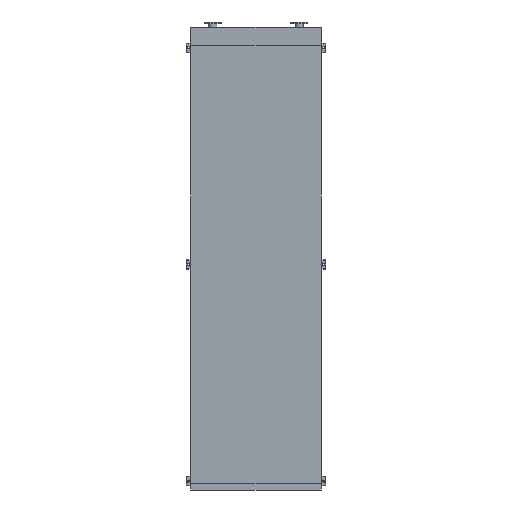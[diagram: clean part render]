
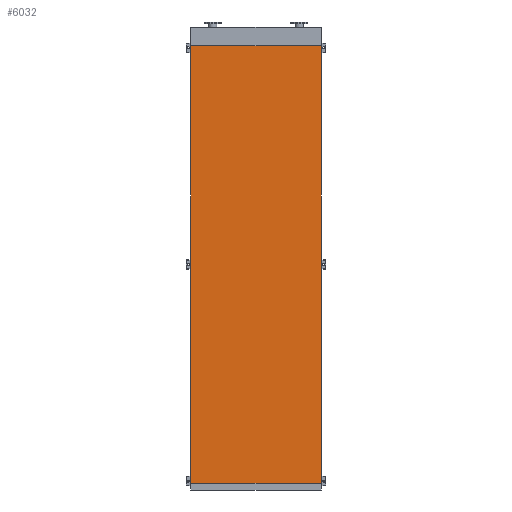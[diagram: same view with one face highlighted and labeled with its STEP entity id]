
A CAD part, front view. The second image highlights one B-rep face of the part: STEP entity #6032.
In plain terms, the highlighted planar face has unit normal (0, -1, 0).
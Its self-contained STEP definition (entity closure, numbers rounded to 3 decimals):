
#42 = CARTESIAN_POINT ( 'NONE',  ( 845., 0., 0. ) ) ;
#631 = PLANE ( 'NONE',  #5135 ) ;
#3109 = ORIENTED_EDGE ( 'NONE', *, *, #8573, .F. ) ;
#3388 = LINE ( 'NONE', #22899, #21454 ) ;
#4269 = DIRECTION ( 'NONE',  ( 1., 0., 0. ) ) ;
#4426 = DIRECTION ( 'NONE',  ( 0., 0., -1. ) ) ;
#5079 = CARTESIAN_POINT ( 'NONE',  ( 845., 0., -5650. ) ) ;
#5135 = AXIS2_PLACEMENT_3D ( 'NONE', #20655, #15502, #4426 ) ;
#6032 = ADVANCED_FACE ( 'NONE', ( #15341 ), #631, .T. ) ;
#7534 = CARTESIAN_POINT ( 'NONE',  ( -845., 0., 0. ) ) ;
#8573 = EDGE_CURVE ( 'NONE', #9356, #17039, #3388, .T. ) ;
#9356 = VERTEX_POINT ( 'NONE', #21021 ) ;
#10734 = LINE ( 'NONE', #17126, #16117 ) ;
#13877 = LINE ( 'NONE', #5079, #19143 ) ;
#14706 = LINE ( 'NONE', #7534, #19387 ) ;
#14722 = EDGE_CURVE ( 'NONE', #21014, #17832, #13877, .T. ) ;
#14955 = ORIENTED_EDGE ( 'NONE', *, *, #15159, .T. ) ;
#14976 = EDGE_CURVE ( 'NONE', #17039, #17832, #14706, .T. ) ;
#15159 = EDGE_CURVE ( 'NONE', #9356, #21014, #10734, .T. ) ;
#15341 = FACE_OUTER_BOUND ( 'NONE', #17112, .T. ) ;
#15502 = DIRECTION ( 'NONE',  ( 0., -1., 0. ) ) ;
#16117 = VECTOR ( 'NONE', #4269, 1000. ) ;
#16683 = DIRECTION ( 'NONE',  ( 1., 0., 0. ) ) ;
#17039 = VERTEX_POINT ( 'NONE', #17096 ) ;
#17096 = CARTESIAN_POINT ( 'NONE',  ( -845., 0., 0. ) ) ;
#17112 = EDGE_LOOP ( 'NONE', ( #17969, #3109, #14955, #19360 ) ) ;
#17126 = CARTESIAN_POINT ( 'NONE',  ( -845., 0., -5650. ) ) ;
#17416 = CARTESIAN_POINT ( 'NONE',  ( 845., 0., -5650. ) ) ;
#17832 = VERTEX_POINT ( 'NONE', #42 ) ;
#17909 = DIRECTION ( 'NONE',  ( 0., 0., 1. ) ) ;
#17969 = ORIENTED_EDGE ( 'NONE', *, *, #14976, .F. ) ;
#19143 = VECTOR ( 'NONE', #17909, 1000. ) ;
#19360 = ORIENTED_EDGE ( 'NONE', *, *, #14722, .T. ) ;
#19387 = VECTOR ( 'NONE', #16683, 1000. ) ;
#20655 = CARTESIAN_POINT ( 'NONE',  ( -845., 0., -5650. ) ) ;
#21014 = VERTEX_POINT ( 'NONE', #17416 ) ;
#21021 = CARTESIAN_POINT ( 'NONE',  ( -845., 0., -5650. ) ) ;
#21454 = VECTOR ( 'NONE', #22966, 1000. ) ;
#22899 = CARTESIAN_POINT ( 'NONE',  ( -845., 0., -5650. ) ) ;
#22966 = DIRECTION ( 'NONE',  ( 0., 0., 1. ) ) ;
